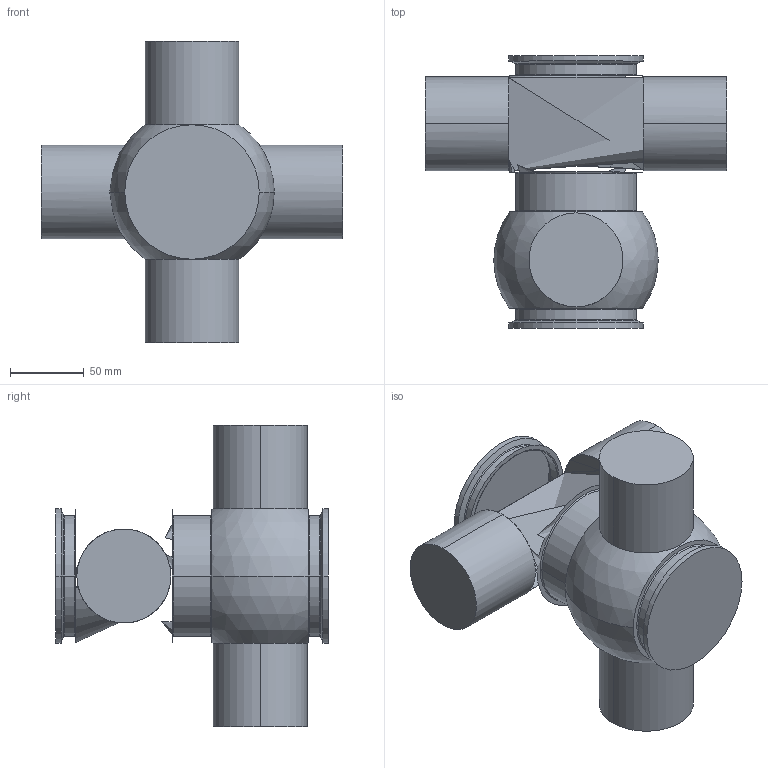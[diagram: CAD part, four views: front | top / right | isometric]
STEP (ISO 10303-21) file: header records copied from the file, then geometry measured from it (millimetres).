
FILE_DESCRIPTION (( 'STEP AP203' ), '1' );
FILE_NAME ('107897.STEP', '2018-03-14T16:40:47', ( '' ), ( '' ), 'SwSTEP 2.0', 'SolidWorks 2014', '' );
FILE_SCHEMA (( 'CONFIG_CONTROL_DESIGN' ));
Length unit declared in the file: inch
Products named in the file (1): 107897
Bounding box: 203.96 x 184.3 x 203.96 mm (x, y, z)
Volume: 2308373.5 mm3; surface area: 709250.3 mm2
Topology: 1 solids, 1 shells, 48 faces, 108 edges, 64 vertices
Faces by surface type: cylinder 18, torus 14, plane 10, cone 4, sphere 2
Entity records: 1607 total; most frequent: CARTESIAN_POINT 459, DIRECTION 260, ORIENTED_EDGE 200, AXIS2_PLACEMENT_3D 119, EDGE_CURVE 100, CIRCLE 70, VERTEX_POINT 60, EDGE_LOOP 54
